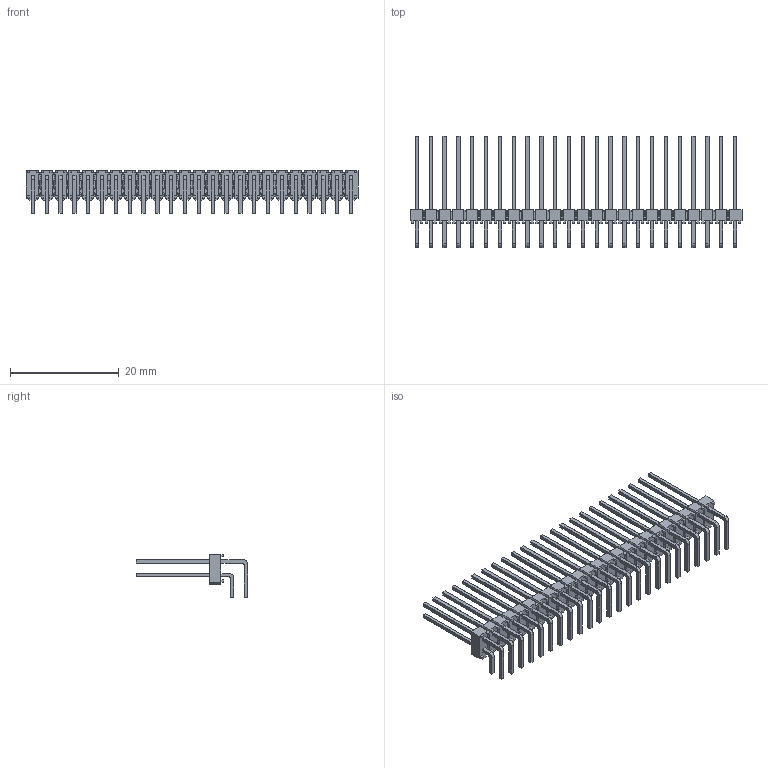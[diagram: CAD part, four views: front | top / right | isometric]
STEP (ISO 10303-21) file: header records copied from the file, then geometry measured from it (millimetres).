
FILE_DESCRIPTION(('FreeCAD Model'),'2;1');
FILE_NAME('Open CASCADE Shape Model','2025-02-16T11:01:43',(''),(''), 'Open CASCADE STEP processor 7.8','FreeCAD','Unknown');
FILE_SCHEMA(('AUTOMOTIVE_DESIGN { 1 0 10303 214 1 1 1 1 }'));
Length unit declared in the file: millimetre
Products named in the file (3): MTSW-124-10-L-D-530-RA; MTSW-124-10-L-D-530-RA_body; MTSW-124-10-D-530-RA
Assembly tree (2 placements, depth 2):
  MTSW-124-10-L-D-530-RA
    MTSW-124-10-L-D-530-RA_body
    MTSW-124-10-D-530-RA
Bounding box: 60.96 x 20.38 x 7.85 mm (x, y, z)
Volume: 1078.3 mm3; surface area: 4753.1 mm2
Topology: 2 solids, 2 shells, 2140 faces, 5654 edges, 3524 vertices
Faces by surface type: plane 2044, cylinder 96
Entity records: 64404 total; most frequent: CARTESIAN_POINT 11321, ORIENTED_EDGE 11308, DIRECTION 10132, EDGE_CURVE 5654, LINE 5462, VECTOR 5462, VERTEX_POINT 3524, AXIS2_PLACEMENT_3D 2335
